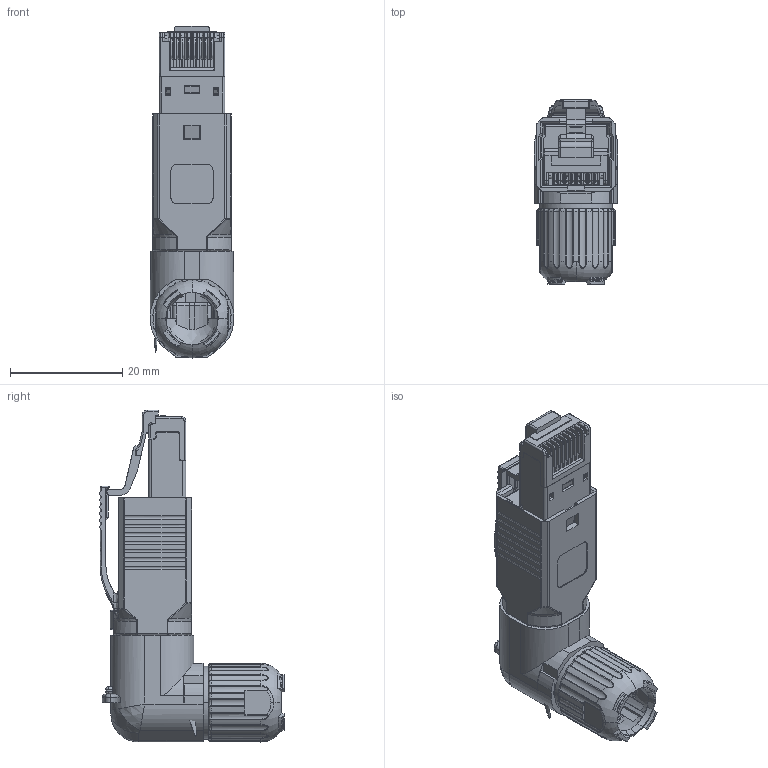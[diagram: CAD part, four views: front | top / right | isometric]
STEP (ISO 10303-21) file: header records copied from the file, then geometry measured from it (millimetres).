
FILE_DESCRIPTION (( 'STEP AP214' ), '1' );
FILE_NAME ('TSPFTC6ASRA-POE_3D.stp', '2022-05-17T18:27:35', ( '' ), ( '' ), 'SwSTEP 2.0', 'SolidWorks 2021', '' );
FILE_SCHEMA (( 'AUTOMOTIVE_DESIGN' ));
Length unit declared in the file: inch
Products named in the file (1): TSPFTC6ASRA-POE_3D
Bounding box: 14.8 x 32.88 x 59.17 mm (x, y, z)
Surface area: 12871.6 mm2 (no closed solid volume)
Topology: 0 solids, 3 shells, 3010 faces, 8801 edges, 5636 vertices
Faces by surface type: plane 1737, cylinder 793, bspline 403, cone 73, torus 4
Entity records: 130522 total; most frequent: CARTESIAN_POINT 57772, ORIENTED_EDGE 17492, DIRECTION 11725, EDGE_CURVE 8776, VERTEX_POINT 5636, VECTOR 4975, LINE 4975, AXIS2_PLACEMENT_3D 3375
